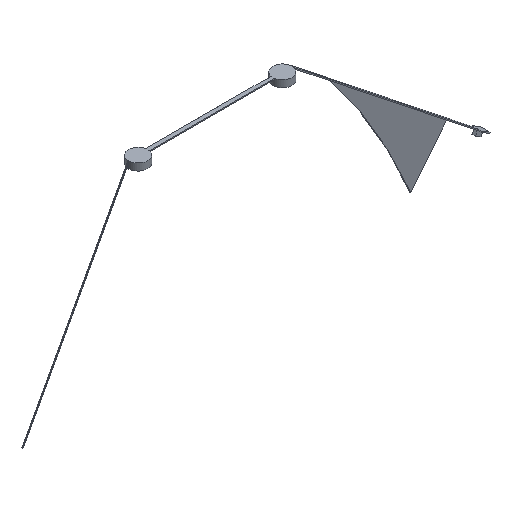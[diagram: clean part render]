
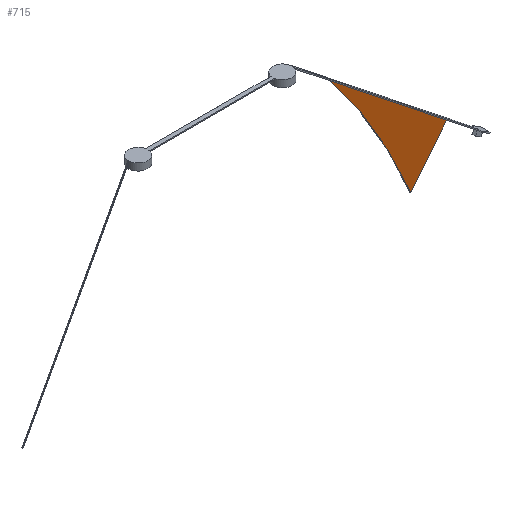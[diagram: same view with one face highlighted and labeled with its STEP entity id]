
A CAD part, isometric view. The second image highlights one B-rep face of the part: STEP entity #715.
In plain terms, the highlighted planar face has unit normal (0, -1, 0).
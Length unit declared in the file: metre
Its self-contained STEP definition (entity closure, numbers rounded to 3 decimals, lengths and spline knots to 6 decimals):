
#32=PLANE('',#777);
#83=LINE('',#1071,#172);
#107=LINE('',#1128,#196);
#172=VECTOR('',#869,1.);
#196=VECTOR('',#917,1.);
#349=ORIENTED_EDGE('',*,*,#495,.F.);
#350=ORIENTED_EDGE('',*,*,#466,.T.);
#351=ORIENTED_EDGE('',*,*,#498,.F.);
#466=EDGE_CURVE('',#556,#557,#83,.T.);
#495=EDGE_CURVE('',#556,#577,#107,.T.);
#498=EDGE_CURVE('',#577,#557,#603,.T.);
#556=VERTEX_POINT('',#1072);
#557=VERTEX_POINT('',#1073);
#577=VERTEX_POINT('',#1129);
#603=CIRCLE('',#776,0.6);
#631=EDGE_LOOP('',(#349,#350,#351));
#672=FACE_BOUND('',#631,.T.);
#715=ADVANCED_FACE('',(#672),#32,.T.);
#776=AXIS2_PLACEMENT_3D('',#1133,#923,#924);
#777=AXIS2_PLACEMENT_3D('',#1134,#925,#926);
#869=DIRECTION('',(-0.784,0.,0.621));
#917=DIRECTION('',(-0.621,0.,-0.784));
#923=DIRECTION('',(0.,-1.,0.));
#924=DIRECTION('',(0.,0.,-1.));
#925=DIRECTION('',(0.,-1.,0.));
#926=DIRECTION('',(1.,0.,0.));
#1071=CARTESIAN_POINT('',(0.20944,-0.0005,0.189249));
#1072=CARTESIAN_POINT('',(0.270195,-0.0005,0.141135));
#1073=CARTESIAN_POINT('',(0.148684,-0.0005,0.237364));
#1128=CARTESIAN_POINT('',(0.25157,-0.0005,0.117616));
#1129=CARTESIAN_POINT('',(0.232945,-0.0005,0.094098));
#1133=CARTESIAN_POINT('',(-0.321382,-0.0005,-0.135513));
#1134=CARTESIAN_POINT('',(0.205776,-0.0005,0.181049));
